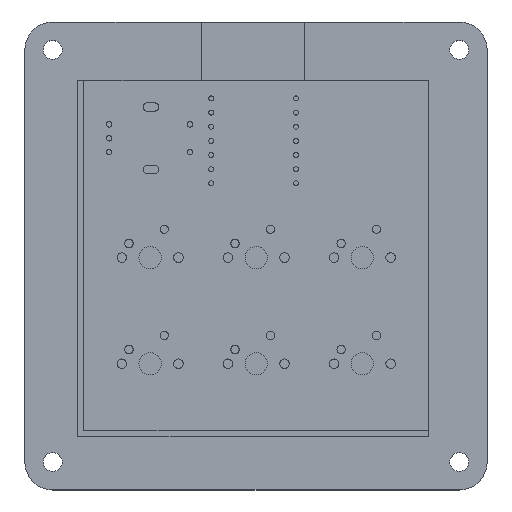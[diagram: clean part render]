
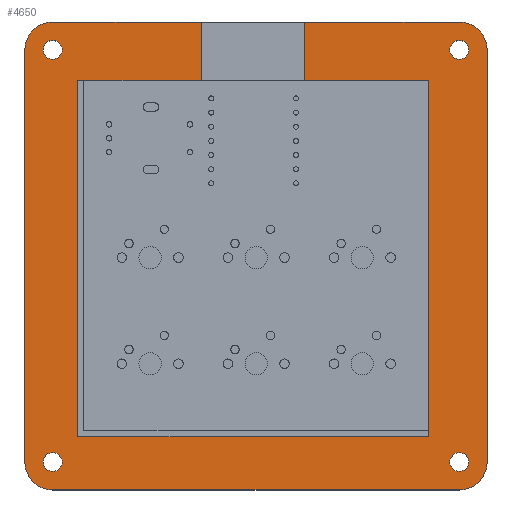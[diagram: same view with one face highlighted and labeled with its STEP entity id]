
A CAD part, top view. The second image highlights one B-rep face of the part: STEP entity #4650.
In plain terms, the highlighted planar face has unit normal (0, 0, 1).
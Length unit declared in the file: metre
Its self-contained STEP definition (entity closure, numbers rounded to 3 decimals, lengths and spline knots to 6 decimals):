
#397=LINE('',#6381,#693);
#402=LINE('',#6392,#698);
#406=LINE('',#6400,#702);
#408=LINE('',#6416,#704);
#414=LINE('',#6429,#710);
#415=LINE('',#6430,#711);
#419=LINE('',#6438,#715);
#421=LINE('',#6442,#717);
#426=LINE('',#6453,#722);
#429=LINE('',#6464,#725);
#430=LINE('',#6465,#726);
#435=LINE('',#6481,#731);
#693=VECTOR('',#5533,1.);
#698=VECTOR('',#5540,1.);
#702=VECTOR('',#5546,1.);
#704=VECTOR('',#5566,1.);
#710=VECTOR('',#5576,1.);
#711=VECTOR('',#5577,1.);
#715=VECTOR('',#5585,1.);
#717=VECTOR('',#5589,1.);
#722=VECTOR('',#5596,1.);
#725=VECTOR('',#5607,1.);
#726=VECTOR('',#5608,1.);
#731=VECTOR('',#5627,1.);
#986=PLANE('',#5061);
#1405=ORIENTED_EDGE('',*,*,#2494,.T.);
#1406=ORIENTED_EDGE('',*,*,#2500,.T.);
#1407=ORIENTED_EDGE('',*,*,#2497,.T.);
#1408=ORIENTED_EDGE('',*,*,#2491,.T.);
#1409=ORIENTED_EDGE('',*,*,#2561,.F.);
#1410=ORIENTED_EDGE('',*,*,#2560,.T.);
#1411=ORIENTED_EDGE('',*,*,#2555,.F.);
#1412=ORIENTED_EDGE('',*,*,#2545,.T.);
#1413=ORIENTED_EDGE('',*,*,#2546,.F.);
#1414=ORIENTED_EDGE('',*,*,#2551,.T.);
#1415=ORIENTED_EDGE('',*,*,#2540,.T.);
#1416=ORIENTED_EDGE('',*,*,#2534,.T.);
#1417=ORIENTED_EDGE('',*,*,#2527,.T.);
#1418=ORIENTED_EDGE('',*,*,#2517,.T.);
#1419=ORIENTED_EDGE('',*,*,#2521,.T.);
#1420=ORIENTED_EDGE('',*,*,#2533,.T.);
#1421=ORIENTED_EDGE('',*,*,#2538,.T.);
#1422=ORIENTED_EDGE('',*,*,#2550,.T.);
#1423=ORIENTED_EDGE('',*,*,#2553,.F.);
#1424=ORIENTED_EDGE('',*,*,#2512,.T.);
#2491=EDGE_CURVE('',#3139,#3139,#3601,.T.);
#2494=EDGE_CURVE('',#3142,#3142,#3604,.T.);
#2497=EDGE_CURVE('',#3145,#3145,#3607,.T.);
#2500=EDGE_CURVE('',#3148,#3148,#3610,.T.);
#2512=EDGE_CURVE('',#3161,#3159,#397,.T.);
#2517=EDGE_CURVE('',#3166,#3165,#402,.T.);
#2521=EDGE_CURVE('',#3165,#3168,#406,.T.);
#2527=EDGE_CURVE('',#3174,#3166,#408,.T.);
#2533=EDGE_CURVE('',#3168,#3178,#414,.T.);
#2534=EDGE_CURVE('',#3175,#3174,#415,.T.);
#2538=EDGE_CURVE('',#3178,#3181,#419,.T.);
#2540=EDGE_CURVE('',#3182,#3175,#421,.T.);
#2545=EDGE_CURVE('',#3184,#3186,#426,.T.);
#2546=EDGE_CURVE('',#3187,#3186,#3615,.T.);
#2550=EDGE_CURVE('',#3181,#3189,#429,.T.);
#2551=EDGE_CURVE('',#3187,#3182,#430,.T.);
#2553=EDGE_CURVE('',#3161,#3189,#3617,.T.);
#2555=EDGE_CURVE('',#3184,#3191,#3619,.T.);
#2560=EDGE_CURVE('',#3194,#3191,#435,.T.);
#2561=EDGE_CURVE('',#3194,#3159,#3621,.T.);
#3139=VERTEX_POINT('',#6295);
#3142=VERTEX_POINT('',#6303);
#3145=VERTEX_POINT('',#6311);
#3148=VERTEX_POINT('',#6319);
#3159=VERTEX_POINT('',#6379);
#3161=VERTEX_POINT('',#6382);
#3165=VERTEX_POINT('',#6391);
#3166=VERTEX_POINT('',#6393);
#3168=VERTEX_POINT('',#6399);
#3174=VERTEX_POINT('',#6417);
#3175=VERTEX_POINT('',#6423);
#3178=VERTEX_POINT('',#6428);
#3181=VERTEX_POINT('',#6439);
#3182=VERTEX_POINT('',#6443);
#3184=VERTEX_POINT('',#6448);
#3186=VERTEX_POINT('',#6452);
#3187=VERTEX_POINT('',#6456);
#3189=VERTEX_POINT('',#6462);
#3191=VERTEX_POINT('',#6472);
#3194=VERTEX_POINT('',#6479);
#3601=CIRCLE('',#5015,0.0017);
#3604=CIRCLE('',#5020,0.0017);
#3607=CIRCLE('',#5025,0.0017);
#3610=CIRCLE('',#5030,0.0017);
#3615=CIRCLE('',#5051,0.005);
#3617=CIRCLE('',#5055,0.005);
#3619=CIRCLE('',#5058,0.005);
#3621=CIRCLE('',#5062,0.005);
#3879=EDGE_LOOP('',(#1405));
#3880=EDGE_LOOP('',(#1406));
#3881=EDGE_LOOP('',(#1407));
#3882=EDGE_LOOP('',(#1408));
#3883=EDGE_LOOP('',(#1409,#1410,#1411,#1412,#1413,#1414,#1415,#1416,#1417,
#1418,#1419,#1420,#1421,#1422,#1423,#1424));
#4313=FACE_BOUND('',#3879,.T.);
#4314=FACE_BOUND('',#3880,.T.);
#4315=FACE_BOUND('',#3881,.T.);
#4316=FACE_BOUND('',#3882,.T.);
#4317=FACE_BOUND('',#3883,.T.);
#4650=ADVANCED_FACE('',(#4313,#4314,#4315,#4316,#4317),#986,.T.);
#5015=AXIS2_PLACEMENT_3D('',#6294,#5495,#5496);
#5020=AXIS2_PLACEMENT_3D('',#6302,#5505,#5506);
#5025=AXIS2_PLACEMENT_3D('',#6310,#5515,#5516);
#5030=AXIS2_PLACEMENT_3D('',#6318,#5525,#5526);
#5051=AXIS2_PLACEMENT_3D('',#6455,#5599,#5600);
#5055=AXIS2_PLACEMENT_3D('',#6468,#5612,#5613);
#5058=AXIS2_PLACEMENT_3D('',#6471,#5618,#5619);
#5061=AXIS2_PLACEMENT_3D('',#6482,#5628,#5629);
#5062=AXIS2_PLACEMENT_3D('',#6483,#5630,#5631);
#5495=DIRECTION('',(0.,0.,-1.));
#5496=DIRECTION('',(1.,0.,0.));
#5505=DIRECTION('',(0.,0.,-1.));
#5506=DIRECTION('',(1.,0.,0.));
#5515=DIRECTION('',(0.,0.,-1.));
#5516=DIRECTION('',(1.,0.,0.));
#5525=DIRECTION('',(0.,0.,-1.));
#5526=DIRECTION('',(1.,0.,0.));
#5533=DIRECTION('',(0.,-1.,0.));
#5540=DIRECTION('',(-1.,0.,0.));
#5546=DIRECTION('',(0.,1.,0.));
#5566=DIRECTION('',(0.,-1.,0.));
#5576=DIRECTION('',(1.,0.,0.));
#5577=DIRECTION('',(1.,0.,0.));
#5585=DIRECTION('',(0.,1.,0.));
#5589=DIRECTION('',(0.,-1.,0.));
#5596=DIRECTION('',(0.,1.,0.));
#5599=DIRECTION('',(0.,0.,-1.));
#5600=DIRECTION('',(0.707,0.707,0.));
#5607=DIRECTION('',(-1.,0.,0.));
#5608=DIRECTION('',(-1.,0.,0.));
#5612=DIRECTION('',(0.,0.,-1.));
#5613=DIRECTION('',(-0.707,0.707,0.));
#5618=DIRECTION('',(0.,0.,-1.));
#5619=DIRECTION('',(0.707,-0.707,0.));
#5627=DIRECTION('',(1.,0.,0.));
#5628=DIRECTION('',(0.,0.,1.));
#5629=DIRECTION('',(1.,0.,0.));
#5630=DIRECTION('',(0.,0.,-1.));
#5631=DIRECTION('',(-0.707,-0.707,0.));
#6294=CARTESIAN_POINT('',(0.002605,0.062486,0.013));
#6295=CARTESIAN_POINT('',(0.004305,0.062486,0.013));
#6302=CARTESIAN_POINT('',(-0.070395,0.062486,0.013));
#6303=CARTESIAN_POINT('',(-0.068695,0.062486,0.013));
#6310=CARTESIAN_POINT('',(-0.070395,-0.011514,0.013));
#6311=CARTESIAN_POINT('',(-0.068695,-0.011514,0.013));
#6318=CARTESIAN_POINT('',(0.002605,-0.011514,0.013));
#6319=CARTESIAN_POINT('',(0.004305,-0.011514,0.013));
#6379=CARTESIAN_POINT('',(-0.075395,-0.011514,0.013));
#6381=CARTESIAN_POINT('',(-0.075395,-0.016514,0.013));
#6382=CARTESIAN_POINT('',(-0.075395,0.062486,0.013));
#6391=CARTESIAN_POINT('',(-0.065895,-0.007014,0.013));
#6392=CARTESIAN_POINT('',(-0.002895,-0.007014,0.013));
#6393=CARTESIAN_POINT('',(-0.002895,-0.007014,0.013));
#6399=CARTESIAN_POINT('',(-0.065895,0.056986,0.013));
#6400=CARTESIAN_POINT('',(-0.065895,-0.007014,0.013));
#6416=CARTESIAN_POINT('',(-0.002895,0.056986,0.013));
#6417=CARTESIAN_POINT('',(-0.002895,0.056986,0.013));
#6423=CARTESIAN_POINT('',(-0.025195,0.056986,0.013));
#6428=CARTESIAN_POINT('',(-0.043695,0.056986,0.013));
#6429=CARTESIAN_POINT('',(-0.065895,0.056986,0.013));
#6430=CARTESIAN_POINT('',(-0.065895,0.056986,0.013));
#6438=CARTESIAN_POINT('',(-0.043695,0.059736,0.013));
#6439=CARTESIAN_POINT('',(-0.043695,0.067486,0.013));
#6442=CARTESIAN_POINT('',(-0.025195,0.064986,0.013));
#6443=CARTESIAN_POINT('',(-0.025195,0.067486,0.013));
#6448=CARTESIAN_POINT('',(0.007605,-0.011514,0.013));
#6452=CARTESIAN_POINT('',(0.007605,0.062486,0.013));
#6453=CARTESIAN_POINT('',(0.007605,0.067486,0.013));
#6455=CARTESIAN_POINT('',(0.002605,0.062486,0.013));
#6456=CARTESIAN_POINT('',(0.002605,0.067486,0.013));
#6462=CARTESIAN_POINT('',(-0.070395,0.067486,0.013));
#6464=CARTESIAN_POINT('',(-0.075395,0.067486,0.013));
#6465=CARTESIAN_POINT('',(-0.075395,0.067486,0.013));
#6468=CARTESIAN_POINT('',(-0.070395,0.062486,0.013));
#6471=CARTESIAN_POINT('',(0.002605,-0.011514,0.013));
#6472=CARTESIAN_POINT('',(0.002605,-0.016514,0.013));
#6479=CARTESIAN_POINT('',(-0.070395,-0.016514,0.013));
#6481=CARTESIAN_POINT('',(0.007605,-0.016514,0.013));
#6482=CARTESIAN_POINT('',(0.002605,0.062486,0.013));
#6483=CARTESIAN_POINT('',(-0.070395,-0.011514,0.013));
